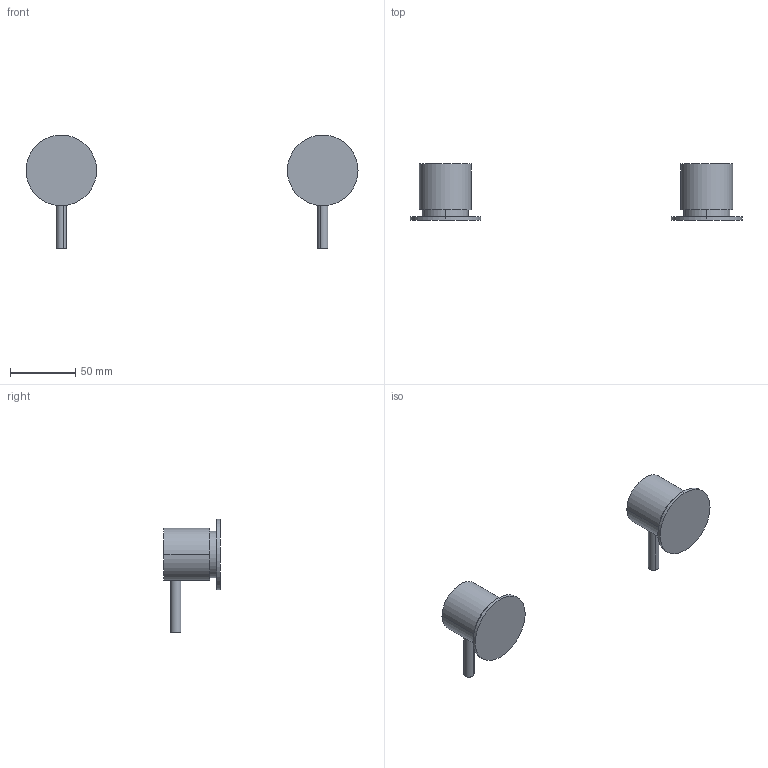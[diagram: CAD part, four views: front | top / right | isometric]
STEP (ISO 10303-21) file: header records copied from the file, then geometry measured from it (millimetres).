
FILE_DESCRIPTION (( 'STEP AP214' ), '1' );
FILE_NAME ('SUSSEX_SCALA_SWT_wall_top_assembly_shell.STEP', '2021-05-13T00:09:11', ( '' ), ( '' ), 'SwSTEP 2.0', 'SolidWorks 2020', '' );
FILE_SCHEMA (( 'AUTOMOTIVE_DESIGN' ));
Length unit declared in the file: millimetre
Products named in the file (1): SUSSEX_SCALA_SWT_wall_top_assembly_shell
Bounding box: 254 x 43 x 87 mm (x, y, z)
Volume: 114321.3 mm3; surface area: 31275.4 mm2
Topology: 8 solids, 8 shells, 144 faces, 350 edges, 232 vertices
Faces by surface type: plane 63, bspline 57, cylinder 20, cone 4
Entity records: 5011 total; most frequent: CARTESIAN_POINT 1825, ORIENTED_EDGE 700, DIRECTION 436, EDGE_CURVE 350, VERTEX_POINT 232, LINE 196, VECTOR 196, EDGE_LOOP 154
